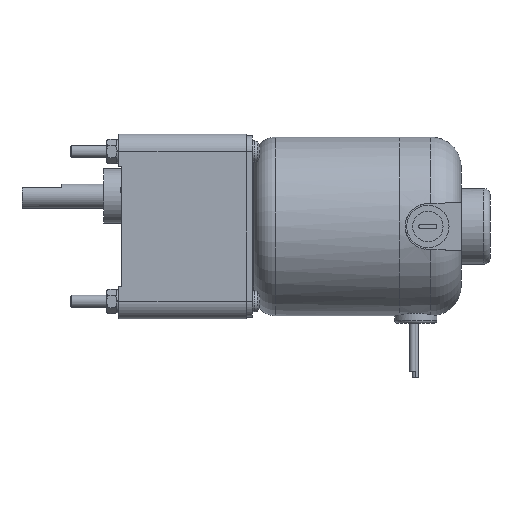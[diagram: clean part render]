
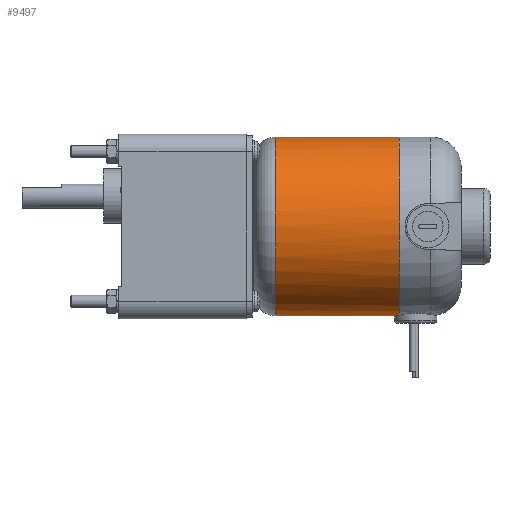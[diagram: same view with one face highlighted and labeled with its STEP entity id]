
A CAD part, front view. The second image highlights one B-rep face of the part: STEP entity #9497.
In plain terms, the highlighted cylindrical face has radius 29.5 mm (diameter 59 mm), a partial arc.
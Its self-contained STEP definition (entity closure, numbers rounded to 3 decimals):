
#9187=CARTESIAN_POINT('POINT10236',(92.5,-4.33,
   -39.18));
#9188=VERTEX_POINT('VERTEX10236',#9187);
#9195=CARTESIAN_POINT('POINT10237',(91.,
   0.,-39.5));
#9196=VERTEX_POINT('VERTEX10237',#9195);
#9197=B_SPLINE_CURVE_WITH_KNOTS('SPLINE_CRV3007',3,(#9198,#9199,#9200,
   #9201,#9202,#9203,#9204,#9205,#9206,#9207),.UNSPECIFIED.,.F.,.F.,(4,2
   ,2,2,4),(6.115,6.62,
   7.943,9.267,10.591),
   .UNSPECIFIED.);
#9198=CARTESIAN_POINT('',(92.5,-4.33,
   -39.18));
#9199=CARTESIAN_POINT('',(92.393,-4.194,
   -39.201));
#9200=CARTESIAN_POINT('',(92.291,-4.054,
   -39.221));
#9201=CARTESIAN_POINT('',(91.936,-3.527,
   -39.291));
#9202=CARTESIAN_POINT('',(91.714,-3.114,
   -39.338));
#9203=CARTESIAN_POINT('',(91.356,-2.253,
   -39.417));
#9204=CARTESIAN_POINT('',(91.22,-1.803,
   -39.448));
#9205=CARTESIAN_POINT('',(91.042,-0.897,
   -39.49));
#9206=CARTESIAN_POINT('',(91.,-0.441,
   -39.5));
#9207=CARTESIAN_POINT('',(91.,0.,
   -39.5));
#9208=EDGE_CURVE('EDGE16793',#9188,#9196,#9197,.T.);
#9256=CARTESIAN_POINT('POINT10239',(92.5,0.,
   19.5));
#9257=VERTEX_POINT('VERTEX10239',#9256);
#9258=CARTESIAN_POINT('POS14225',(92.5,0.,-10.));
#9259=DIRECTION('DIR22079',(-1.,0.,0.));
#9260=DIRECTION('DIR22080',(0.,0.,1.));
#9261=AXIS2_PLACEMENT_3D('AXIS7855',#9258,#9259,#9260);
#9262=CIRCLE('ELLIPSE3823',#9261,29.5);
#9265=EDGE_CURVE('EDGE16798',#9188,#9257,#9262,.T.);
#9465=CARTESIAN_POINT('POINT10266',(51.8,0.,
   19.5));
#9466=VERTEX_POINT('VERTEX10266',#9465);
#9467=CARTESIAN_POINT('POS14237',(72.15,0.,
   19.5));
#9468=DIRECTION('DIR22101',(-1.,0.,0.));
#9469=VECTOR('VEC6373',#9468,1.);
#9470=LINE('STRAIGHT6373',#9467,#9469);
#9471=EDGE_CURVE('EDGE16827',#9257,#9466,#9470,.T.);
#9472=ORIENTED_EDGE('COEDGE33719',*,*,#9471,.T.);
#9473=CARTESIAN_POINT('POINT10267',(51.8,0.,
   -39.5));
#9474=VERTEX_POINT('VERTEX10267',#9473);
#9475=CARTESIAN_POINT('POS14238',(51.8,0.,-10.));
#9476=DIRECTION('DIR22102',(-1.,0.,0.));
#9477=DIRECTION('DIR22103',(0.,0.,1.));
#9478=AXIS2_PLACEMENT_3D('AXIS7865',#9475,#9476,#9477);
#9479=CIRCLE('ELLIPSE3828',#9478,29.5);
#9480=EDGE_CURVE('EDGE16828',#9474,#9466,#9479,.T.);
#9481=ORIENTED_EDGE('COEDGE33720',*,*,#9480,.F.);
#9482=CARTESIAN_POINT('POS14239',(72.15,0.,
   -39.5));
#9483=DIRECTION('DIR22104',(1.,0.,0.));
#9484=VECTOR('VEC6374',#9483,1.);
#9485=LINE('STRAIGHT6374',#9482,#9484);
#9486=EDGE_CURVE('EDGE16829',#9474,#9196,#9485,.T.);
#9487=ORIENTED_EDGE('COEDGE33721',*,*,#9486,.T.);
#9488=ORIENTED_EDGE('COEDGE33722',*,*,#9208,.F.);
#9489=ORIENTED_EDGE('COEDGE33723',*,*,#9265,.T.);
#9490=EDGE_LOOP('NONE',(#9472,#9481,#9487,#9488,#9489));
#9491=FACE_BOUND('LOOP1',#9490,.T.);
#9492=CARTESIAN_POINT('POS14240',(72.15,0.,-10.));
#9493=DIRECTION('DIR22105',(-1.,0.,0.));
#9494=DIRECTION('DIR22106',(0.,0.,1.));
#9495=AXIS2_PLACEMENT_3D('AXIS7866',#9492,#9493,#9494);
#9496=CYLINDRICAL_SURFACE('CONE_SURF1512',#9495,29.5);
#9497=ADVANCED_FACE('FACE7329',(#9491),#9496,.T.);
